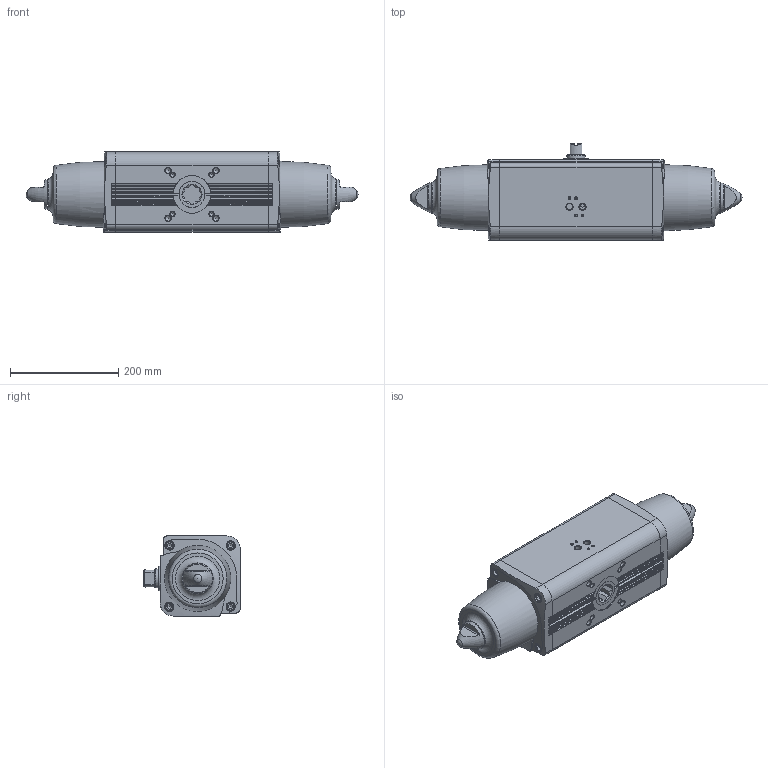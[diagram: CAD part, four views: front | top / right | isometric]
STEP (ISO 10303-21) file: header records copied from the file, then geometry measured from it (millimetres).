
FILE_DESCRIPTION(/* description */ ('Unknown'),/* implementation_level */ '2;1');
FILE_NAME(/* name */ 'SR09',/* time_stamp */ '2022-08-11T13:13:44+02:00',/* author */ ('Unknown'),/* organization */ ('Unknown'),/* preprocessor_version */ 'ST-DEVELOPER v16.7',/* originating_system */ 'Solid Edge',/* authorisation */ 'Unknown');
FILE_SCHEMA (('AUTOMOTIVE_DESIGN {1 0 10303 214 3 1 1}'));
Length unit declared in the file: millimetre
Products named in the file (2): SR 360; _SRN0360401S_new
Assembly tree (1 placements, depth 2):
  SR 360
    _SRN0360401S_new
Bounding box: 613 x 178 x 148 mm (x, y, z)
Volume: 8939405 mm3; surface area: 375068.6 mm2
Topology: 1 solids, 1 shells, 538 faces, 1409 edges, 903 vertices
Faces by surface type: plane 262, cylinder 167, cone 72, torus 35, sphere 2
Full cylindrical faces by diameter (mm): 2.5 x2, 4.134 x8, 4.917 x1, 6 x1, 8.376 x4, 10.106 x4, 11.445 x2, 16 x8, 35 x2, 45 x1, 48 x2, 116.43 x2
Entity records: 19593 total; most frequent: CARTESIAN_POINT 3307, DIRECTION 2606, ORIENTED_EDGE 2446, EDGE_CURVE 1223, AXIS2_PLACEMENT_3D 991, VERTEX_POINT 868, FACE_BOUND 719, EDGE_LOOP 694
